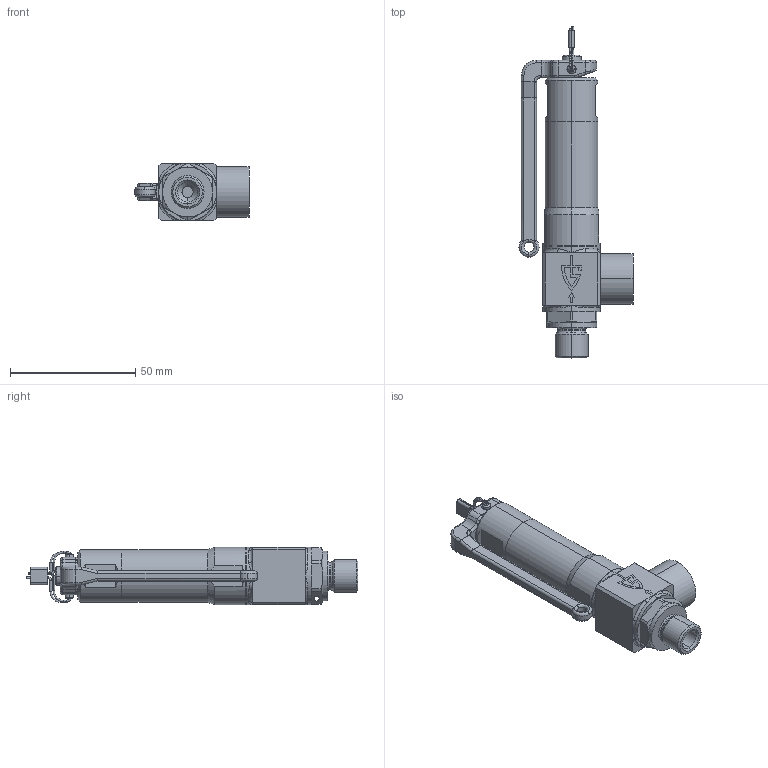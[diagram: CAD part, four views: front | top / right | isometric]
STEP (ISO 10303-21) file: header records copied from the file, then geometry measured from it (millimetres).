
FILE_DESCRIPTION (( 'STEP AP214' ), '1' );
FILE_NAME ('420 tGFL 8 Dummy.STEP', '2013-07-30T11:13:55', ( 'Blankenhorn' ), ( '' ), 'SwSTEP 2.0', 'SolidWorks 2013', '' );
FILE_SCHEMA (( 'AUTOMOTIVE_DESIGN' ));
Length unit declared in the file: millimetre
Products named in the file (1): 420 tGFL 8 Dummy
Bounding box: 45.5 x 132.42 x 23.02 mm (x, y, z)
Volume: 30125.8 mm3; surface area: 22921.9 mm2
Topology: 10 solids, 10 shells, 522 faces, 1239 edges, 743 vertices
Faces by surface type: cylinder 191, plane 158, torus 92, cone 58, bspline 23
Entity records: 22007 total; most frequent: CARTESIAN_POINT 4037, DIRECTION 2686, ORIENTED_EDGE 2446, EDGE_CURVE 1223, AXIS2_PLACEMENT_3D 1063, VERTEX_POINT 743, EDGE_LOOP 570, CIRCLE 563
